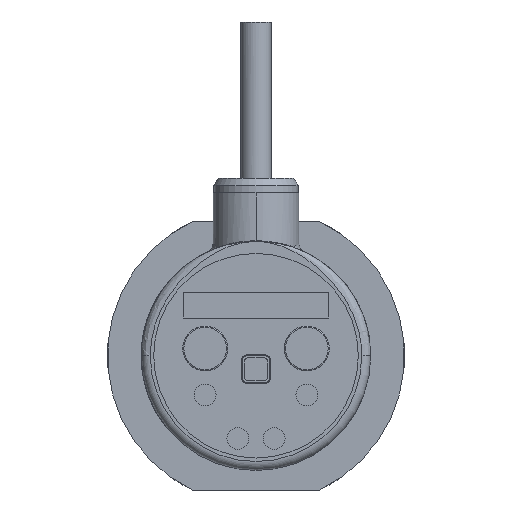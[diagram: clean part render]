
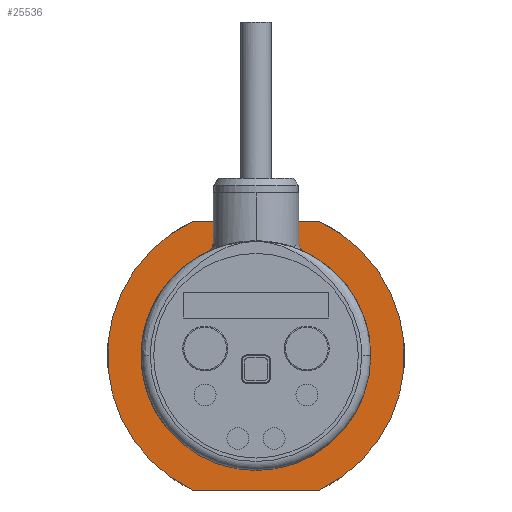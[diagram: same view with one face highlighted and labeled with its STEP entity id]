
A CAD part, front view. The second image highlights one B-rep face of the part: STEP entity #25536.
In plain terms, the highlighted face is planar.
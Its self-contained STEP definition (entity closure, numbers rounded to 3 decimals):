
#21459=CARTESIAN_POINT('',(-7.118,-12.345,0.));
#21460=CARTESIAN_POINT('',(-6.637,-12.641,0.));
#21461=CARTESIAN_POINT('',(-5.653,-13.168,0.));
#21462=CARTESIAN_POINT('',(-4.114,-13.775,0.));
#21463=CARTESIAN_POINT('',(-2.539,-14.199,0.));
#21464=CARTESIAN_POINT('',(-0.863,-14.451,0.));
#21465=CARTESIAN_POINT('',(0.962,-14.504,0.));
#21466=CARTESIAN_POINT('',(3.013,-14.293,0.));
#21467=CARTESIAN_POINT('',(5.193,-13.723,0.));
#21468=CARTESIAN_POINT('',(7.248,-12.827,0.));
#21469=CARTESIAN_POINT('',(9.102,-11.663,0.));
#21470=CARTESIAN_POINT('',(10.771,-10.232,0.));
#21471=CARTESIAN_POINT('',(12.226,-8.55,0.));
#21472=CARTESIAN_POINT('',(13.402,-6.685,0.));
#21473=CARTESIAN_POINT('',(14.286,-4.694,0.));
#21474=CARTESIAN_POINT('',(14.872,-2.593,0.));
#21475=CARTESIAN_POINT('',(15.058,-1.152,0.));
#21476=CARTESIAN_POINT('',(15.098,-0.418,0.));
#21478=CARTESIAN_POINT('',(0.,0.,0.));
#21479=DIRECTION('',(0.,0.,-1.));
#21480=DIRECTION('',(-0.5,-0.866,0.));
#21481=AXIS2_PLACEMENT_3D('',#21478,#21479,#21480);
#21483=CARTESIAN_POINT('',(-5.089,14.221,0.));
#21484=CARTESIAN_POINT('',(-5.733,13.97,0.));
#21485=CARTESIAN_POINT('',(-6.966,13.391,0.));
#21486=CARTESIAN_POINT('',(-8.676,12.282,0.));
#21487=CARTESIAN_POINT('',(-10.191,10.979,0.));
#21488=CARTESIAN_POINT('',(-11.538,9.473,0.));
#21489=CARTESIAN_POINT('',(-12.722,7.709,0.));
#21490=CARTESIAN_POINT('',(-13.674,5.704,0.));
#21491=CARTESIAN_POINT('',(-14.306,3.602,0.));
#21492=CARTESIAN_POINT('',(-14.617,1.46,0.));
#21493=CARTESIAN_POINT('',(-14.614,-0.745,0.));
#21494=CARTESIAN_POINT('',(-14.265,-2.949,0.));
#21495=CARTESIAN_POINT('',(-13.639,-4.916,0.));
#21496=CARTESIAN_POINT('',(-12.839,-6.605,0.));
#21497=CARTESIAN_POINT('',(-11.89,-8.093,0.));
#21498=CARTESIAN_POINT('',(-10.805,-9.419,0.));
#21499=CARTESIAN_POINT('',(-9.966,-10.226,0.));
#21500=CARTESIAN_POINT('',(-9.518,-10.605,0.));
#21502=CARTESIAN_POINT('',(15.098,-0.418,0.));
#21503=CARTESIAN_POINT('',(15.118,0.287,0.));
#21504=CARTESIAN_POINT('',(15.058,1.684,0.));
#21505=CARTESIAN_POINT('',(14.676,3.772,0.));
#21506=CARTESIAN_POINT('',(14.012,5.769,0.));
#21507=CARTESIAN_POINT('',(13.074,7.658,0.));
#21508=CARTESIAN_POINT('',(11.891,9.392,0.));
#21509=CARTESIAN_POINT('',(10.477,10.946,0.));
#21510=CARTESIAN_POINT('',(8.859,12.293,0.));
#21511=CARTESIAN_POINT('',(7.069,13.404,0.));
#21512=CARTESIAN_POINT('',(5.131,14.257,0.));
#21513=CARTESIAN_POINT('',(3.105,14.832,0.));
#21514=CARTESIAN_POINT('',(1.011,15.118,0.));
#21515=CARTESIAN_POINT('',(-1.1,15.113,0.));
#21516=CARTESIAN_POINT('',(-3.21,14.808,0.));
#21517=CARTESIAN_POINT('',(-4.476,14.44,0.));
#21518=CARTESIAN_POINT('',(-5.089,14.221,0.));
#21520=DIRECTION('',(1.,0.,0.));
#21521=VECTOR('',#21520,22.249);
#21522=CARTESIAN_POINT('',(-11.124,-23.5,0.));
#21523=LINE('',#21522,#21521);
#21524=DIRECTION('',(-1.,0.,0.));
#21525=VECTOR('',#21524,22.249);
#21526=CARTESIAN_POINT('',(11.124,23.5,0.));
#21527=LINE('',#21526,#21525);
#25182=CARTESIAN_POINT('',(0.,0.,0.));
#25183=DIRECTION('',(0.,0.,-1.));
#25184=DIRECTION('',(0.428,0.904,0.));
#25185=AXIS2_PLACEMENT_3D('',#25182,#25183,#25184);
#25209=CARTESIAN_POINT('',(0.,0.,0.));
#25210=DIRECTION('',(0.,0.,-1.));
#25211=DIRECTION('',(-0.428,-0.904,0.));
#25212=AXIS2_PLACEMENT_3D('',#25209,#25210,#25211);
#25376=VERTEX_POINT('',#21459);
#25377=VERTEX_POINT('',#21476);
#25378=VERTEX_POINT('',#21483);
#25379=VERTEX_POINT('',#21500);
#25464=CARTESIAN_POINT('',(-11.124,-23.5,0.));
#25465=CARTESIAN_POINT('',(11.124,-23.5,0.));
#25466=VERTEX_POINT('',#25464);
#25467=VERTEX_POINT('',#25465);
#25468=CARTESIAN_POINT('',(11.124,23.5,0.));
#25469=CARTESIAN_POINT('',(-11.124,23.5,0.));
#25470=VERTEX_POINT('',#25468);
#25471=VERTEX_POINT('',#25469);
#25511=CARTESIAN_POINT('',(0.,0.,0.));
#25512=DIRECTION('',(0.,0.,1.));
#25513=DIRECTION('',(1.,0.,0.));
#25514=AXIS2_PLACEMENT_3D('',#25511,#25512,#25513);
#25515=PLANE('',#25514);
#25517=ORIENTED_EDGE('',*,*,#25516,.T.);
#25519=ORIENTED_EDGE('',*,*,#25518,.F.);
#25521=ORIENTED_EDGE('',*,*,#25520,.T.);
#25523=ORIENTED_EDGE('',*,*,#25522,.F.);
#25524=EDGE_LOOP('',(#25517,#25519,#25521,#25523));
#25525=FACE_OUTER_BOUND('',#25524,.F.);
#25527=ORIENTED_EDGE('',*,*,#25526,.F.);
#25529=ORIENTED_EDGE('',*,*,#25528,.T.);
#25531=ORIENTED_EDGE('',*,*,#25530,.F.);
#25533=ORIENTED_EDGE('',*,*,#25532,.F.);
#25534=EDGE_LOOP('',(#25527,#25529,#25531,#25533));
#25535=FACE_BOUND('',#25534,.F.);
#25536=ADVANCED_FACE('',(#25525,#25535),#25515,.F.);
#21477=B_SPLINE_CURVE_WITH_KNOTS('',3,(#21459,#21460,#21461,#21462,#21463,
#21464,#21465,#21466,#21467,#21468,#21469,#21470,#21471,#21472,#21473,#21474,
#21475,#21476),.UNSPECIFIED.,.F.,.F.,(4,1,1,1,1,1,1,1,1,1,1,1,1,1,1,4),(0.,
0.067,0.133,0.2,0.267,0.333,
0.4,0.467,0.533,0.6,0.667,
0.733,0.8,0.867,0.933,1.),
.UNSPECIFIED.);
#21482=CIRCLE('',#21481,14.25);
#21501=B_SPLINE_CURVE_WITH_KNOTS('',3,(#21483,#21484,#21485,#21486,#21487,
#21488,#21489,#21490,#21491,#21492,#21493,#21494,#21495,#21496,#21497,#21498,
#21499,#21500),.UNSPECIFIED.,.F.,.F.,(4,1,1,1,1,1,1,1,1,1,1,1,1,1,1,4),(0.,
0.067,0.133,0.2,0.267,0.333,
0.4,0.467,0.533,0.6,0.667,
0.733,0.8,0.867,0.933,1.),
.UNSPECIFIED.);
#21519=B_SPLINE_CURVE_WITH_KNOTS('',3,(#21502,#21503,#21504,#21505,#21506,
#21507,#21508,#21509,#21510,#21511,#21512,#21513,#21514,#21515,#21516,#21517,
#21518),.UNSPECIFIED.,.F.,.F.,(4,1,1,1,1,1,1,1,1,1,1,1,1,1,4),(0.,
0.071,0.143,0.214,0.286,
0.357,0.429,0.5,0.571,0.643,
0.714,0.786,0.857,0.929,1.),
.UNSPECIFIED.);
#25186=CIRCLE('',#25185,26.);
#25213=CIRCLE('',#25212,26.);
#25516=EDGE_CURVE('',#25466,#25467,#21523,.T.);
#25518=EDGE_CURVE('',#25470,#25467,#25186,.T.);
#25520=EDGE_CURVE('',#25470,#25471,#21527,.T.);
#25522=EDGE_CURVE('',#25466,#25471,#25213,.T.);
#25526=EDGE_CURVE('',#25376,#25377,#21477,.T.);
#25528=EDGE_CURVE('',#25376,#25379,#21482,.T.);
#25530=EDGE_CURVE('',#25378,#25379,#21501,.T.);
#25532=EDGE_CURVE('',#25377,#25378,#21519,.T.);
